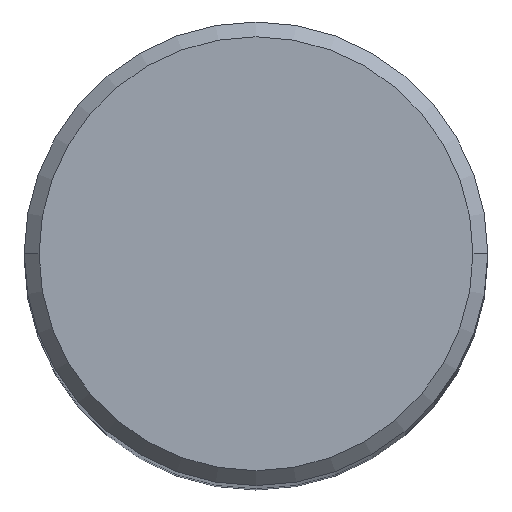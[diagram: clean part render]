
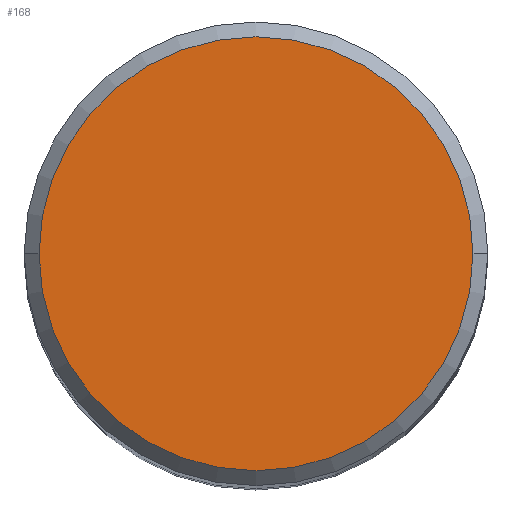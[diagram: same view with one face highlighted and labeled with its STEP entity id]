
A CAD part, top view. The second image highlights one B-rep face of the part: STEP entity #168.
In plain terms, the highlighted planar face has unit normal (0, 0, 1).
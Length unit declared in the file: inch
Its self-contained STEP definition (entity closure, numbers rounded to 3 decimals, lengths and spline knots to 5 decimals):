
#8 = VERTEX_POINT ( 'NONE', #276 ) ;
#45 = ORIENTED_EDGE ( 'NONE', *, *, #228, .T. ) ;
#75 = VERTEX_POINT ( 'NONE', #242 ) ;
#83 = DIRECTION ( 'NONE',  ( 0., 0., 1. ) ) ;
#116 = AXIS2_PLACEMENT_3D ( 'NONE', #127, #306, #339 ) ;
#117 = ORIENTED_EDGE ( 'NONE', *, *, #135, .T. ) ;
#127 = CARTESIAN_POINT ( 'NONE',  ( 0., 0., 0. ) ) ;
#135 = EDGE_CURVE ( 'NONE', #75, #8, #156, .T. ) ;
#138 = AXIS2_PLACEMENT_3D ( 'NONE', #163, #368, #407 ) ;
#156 = CIRCLE ( 'NONE', #358, 0.2925 ) ;
#163 = CARTESIAN_POINT ( 'NONE',  ( 0., 0.2925, 0. ) ) ;
#168 = ADVANCED_FACE ( 'NONE', ( #399 ), #269, .F. ) ;
#205 = DIRECTION ( 'NONE',  ( 1., 0., 0. ) ) ;
#228 = EDGE_CURVE ( 'NONE', #8, #75, #249, .T. ) ;
#242 = CARTESIAN_POINT ( 'NONE',  ( -0.2925, 0., 0. ) ) ;
#249 = CIRCLE ( 'NONE', #116, 0.2925 ) ;
#269 = PLANE ( 'NONE',  #138 ) ;
#276 = CARTESIAN_POINT ( 'NONE',  ( 0.2925, 0., 0. ) ) ;
#306 = DIRECTION ( 'NONE',  ( 0., 0., 1. ) ) ;
#311 = EDGE_LOOP ( 'NONE', ( #117, #45 ) ) ;
#339 = DIRECTION ( 'NONE',  ( 1., 0., 0. ) ) ;
#358 = AXIS2_PLACEMENT_3D ( 'NONE', #382, #83, #205 ) ;
#368 = DIRECTION ( 'NONE',  ( 0., 0., -1. ) ) ;
#382 = CARTESIAN_POINT ( 'NONE',  ( 0., 0., 0. ) ) ;
#399 = FACE_OUTER_BOUND ( 'NONE', #311, .T. ) ;
#407 = DIRECTION ( 'NONE',  ( -1., 0., 0. ) ) ;
